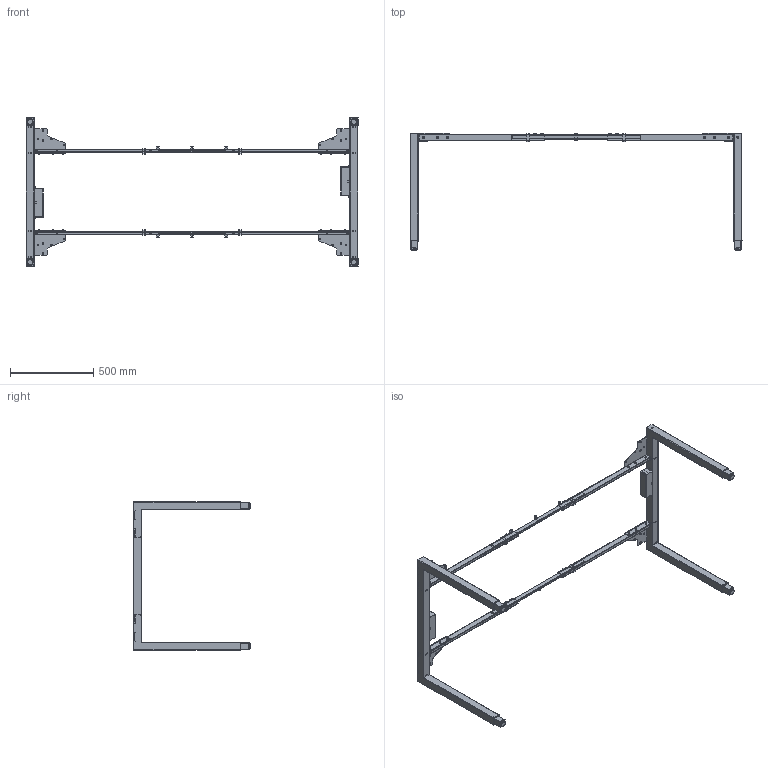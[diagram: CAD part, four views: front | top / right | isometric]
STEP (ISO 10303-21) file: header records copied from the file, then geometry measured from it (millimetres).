
FILE_DESCRIPTION (( 'STEP AP203' ), '1' );
FILE_NAME ('51217x_Tetra W4 900x1640-2000 (2250)_2020.STEP', '2020-01-02T11:31:37', ( '' ), ( '' ), 'SwSTEP 2.0', 'SolidWorks 2019', '' );
FILE_SCHEMA (( 'CONFIG_CONTROL_DESIGN' ));
Products named in the file (1): 51217x_Tetra W4 900x1640-2000 (2250)_2020
Bounding box: 1995.2 x 705.8 x 899 mm (x, y, z)
Surface area: 1949168.8 mm2 (no closed solid volume)
Topology: 0 solids, 190 shells, 1098 faces, 4160 edges, 3124 vertices
Faces by surface type: plane 466, cylinder 422, cone 136, torus 46, bspline 16, sphere 12
Entity records: 45028 total; most frequent: CARTESIAN_POINT 9227, DIRECTION 8078, ORIENTED_EDGE 6030, EDGE_CURVE 4160, VERTEX_POINT 3124, AXIS2_PLACEMENT_3D 2967, VECTOR 2144, LINE 2144
